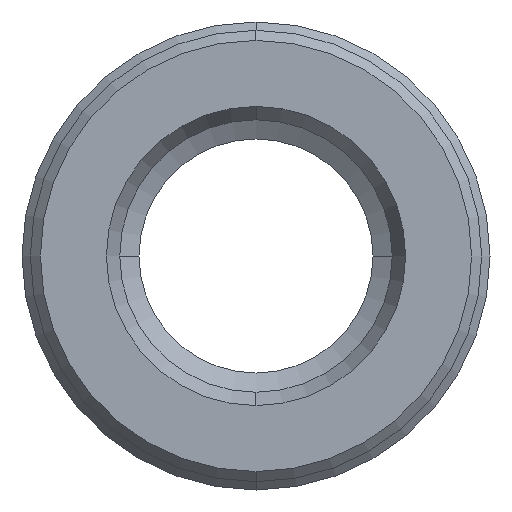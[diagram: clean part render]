
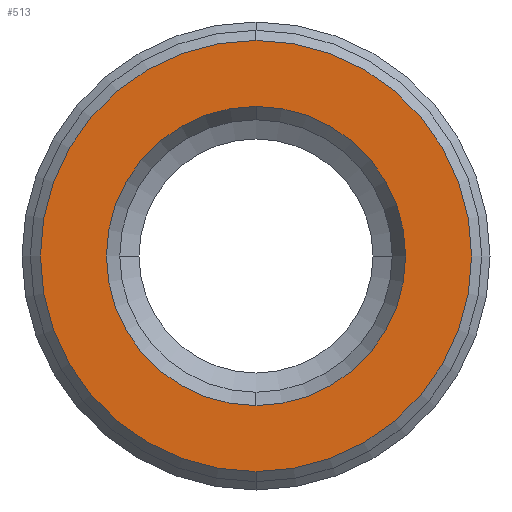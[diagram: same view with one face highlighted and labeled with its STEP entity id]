
A CAD part, front view. The second image highlights one B-rep face of the part: STEP entity #513.
In plain terms, the highlighted planar face has unit normal (0, -1, 0).
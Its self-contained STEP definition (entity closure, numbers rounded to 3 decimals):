
#58 = VERTEX_POINT ( 'NONE', #637 ) ;
#62 = VERTEX_POINT ( 'NONE', #661 ) ;
#150 = EDGE_CURVE ( 'NONE', #152, #177, #1421, .T. ) ;
#152 = VERTEX_POINT ( 'NONE', #1416 ) ;
#177 = VERTEX_POINT ( 'NONE', #1354 ) ;
#191 = EDGE_CURVE ( 'NONE', #58, #62, #1456, .T. ) ;
#397 = EDGE_CURVE ( 'NONE', #177, #152, #922, .T. ) ;
#414 = ORIENTED_EDGE ( 'NONE', *, *, #191, .F. ) ;
#415 = ORIENTED_EDGE ( 'NONE', *, *, #477, .F. ) ;
#427 = ORIENTED_EDGE ( 'NONE', *, *, #150, .T. ) ;
#428 = EDGE_LOOP ( 'NONE', ( #414, #415 ) ) ;
#477 = EDGE_CURVE ( 'NONE', #62, #58, #1135, .T. ) ;
#496 = ORIENTED_EDGE ( 'NONE', *, *, #397, .T. ) ;
#508 = EDGE_LOOP ( 'NONE', ( #427, #496 ) ) ;
#513 = ADVANCED_FACE ( 'NONE', ( #1117, #1116 ), #1111, .T. ) ;
#637 = CARTESIAN_POINT ( 'NONE',  ( 0., -17.253, -6.45 ) ) ;
#661 = CARTESIAN_POINT ( 'NONE',  ( 0., -17.253, 6.45 ) ) ;
#918 = DIRECTION ( 'NONE',  ( 0., 0., -1. ) ) ;
#919 = DIRECTION ( 'NONE',  ( 0., 1., 0. ) ) ;
#920 = CARTESIAN_POINT ( 'NONE',  ( 0., -17.253, 0. ) ) ;
#921 = AXIS2_PLACEMENT_3D ( 'NONE', #920, #919, #918 ) ;
#922 = CIRCLE ( 'NONE', #921, 4.475 ) ;
#1110 = AXIS2_PLACEMENT_3D ( 'NONE', #1188, #1187, #1186 ) ;
#1111 = PLANE ( 'NONE',  #1110 ) ;
#1116 = FACE_OUTER_BOUND ( 'NONE', #428, .T. ) ;
#1117 = FACE_BOUND ( 'NONE', #508, .T. ) ;
#1135 = CIRCLE ( 'NONE', #1192, 6.45 ) ;
#1186 = DIRECTION ( 'NONE',  ( 0., 0., 1. ) ) ;
#1187 = DIRECTION ( 'NONE',  ( 0., -1., 0. ) ) ;
#1188 = CARTESIAN_POINT ( 'NONE',  ( -6.45, -17.253, 0. ) ) ;
#1189 = DIRECTION ( 'NONE',  ( 0., 0., -1. ) ) ;
#1190 = DIRECTION ( 'NONE',  ( 0., 1., 0. ) ) ;
#1191 = CARTESIAN_POINT ( 'NONE',  ( 0., -17.253, 0. ) ) ;
#1192 = AXIS2_PLACEMENT_3D ( 'NONE', #1191, #1190, #1189 ) ;
#1354 = CARTESIAN_POINT ( 'NONE',  ( 0., -17.253, -4.475 ) ) ;
#1416 = CARTESIAN_POINT ( 'NONE',  ( 0., -17.253, 4.475 ) ) ;
#1417 = DIRECTION ( 'NONE',  ( 0., 0., -1. ) ) ;
#1418 = DIRECTION ( 'NONE',  ( 0., 1., 0. ) ) ;
#1419 = CARTESIAN_POINT ( 'NONE',  ( 0., -17.253, 0. ) ) ;
#1420 = AXIS2_PLACEMENT_3D ( 'NONE', #1419, #1418, #1417 ) ;
#1421 = CIRCLE ( 'NONE', #1420, 4.475 ) ;
#1448 = DIRECTION ( 'NONE',  ( 0., 0., -1. ) ) ;
#1449 = DIRECTION ( 'NONE',  ( 0., 1., 0. ) ) ;
#1450 = CARTESIAN_POINT ( 'NONE',  ( 0., -17.253, 0. ) ) ;
#1451 = AXIS2_PLACEMENT_3D ( 'NONE', #1450, #1449, #1448 ) ;
#1456 = CIRCLE ( 'NONE', #1451, 6.45 ) ;
